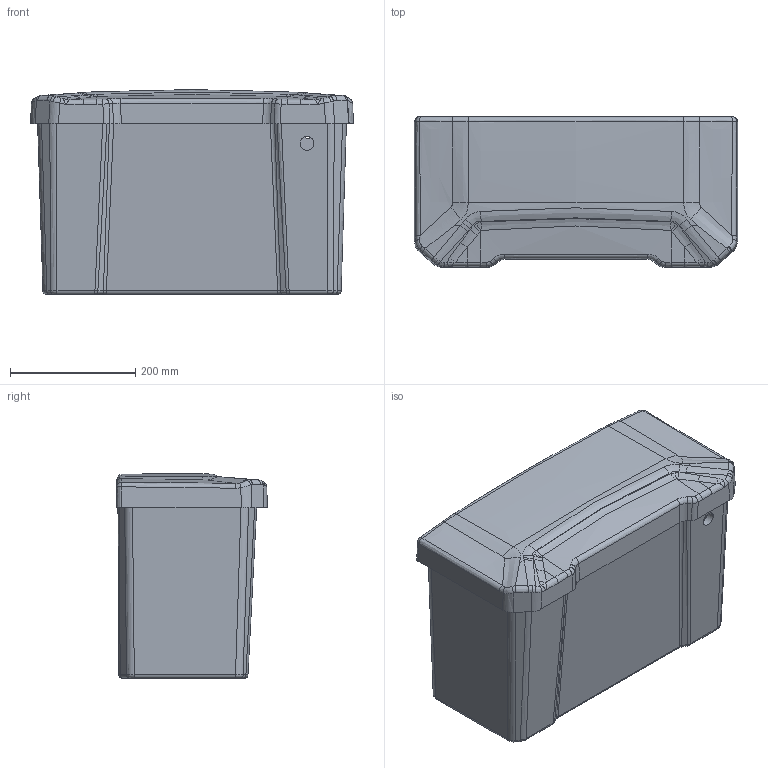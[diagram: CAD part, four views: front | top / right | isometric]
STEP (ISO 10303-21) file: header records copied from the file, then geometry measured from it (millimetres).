
FILE_DESCRIPTION(/* description */ (''),/* implementation_level */ '2;1');
FILE_NAME(/* name */ 'SY245C',/* time_stamp */ '2021-11-25T13:35:37+08:00',/* author */ (''),/* organization */ (''),/* preprocessor_version */ 'ST-DEVELOPER v15',/* originating_system */ '',/* authorisation */ '');
FILE_SCHEMA (('AUTOMOTIVE_DESIGN'));
Length unit declared in the file: millimetre
Products named in the file (1): Document
Bounding box: 515 x 240 x 326.41 mm (x, y, z)
Surface area: 1184697.1 mm2 (no closed solid volume)
Topology: 0 solids, 4 shells, 257 faces, 671 edges, 404 vertices
Faces by surface type: bspline 232, plane 25
Entity records: 17645 total; most frequent: CARTESIAN_POINT 13931, ORIENTED_EDGE 1322, EDGE_CURVE 675, VERTEX_POINT 404, B_SPLINE_CURVE_WITH_KNOTS 354, EDGE_LOOP 269, ADVANCED_FACE 255, FACE_OUTER_BOUND 255
